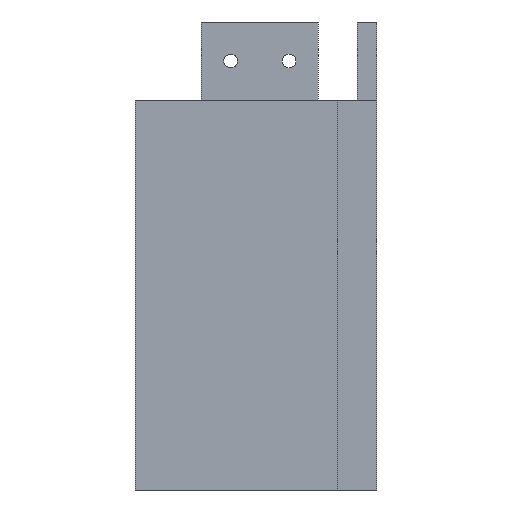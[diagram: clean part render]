
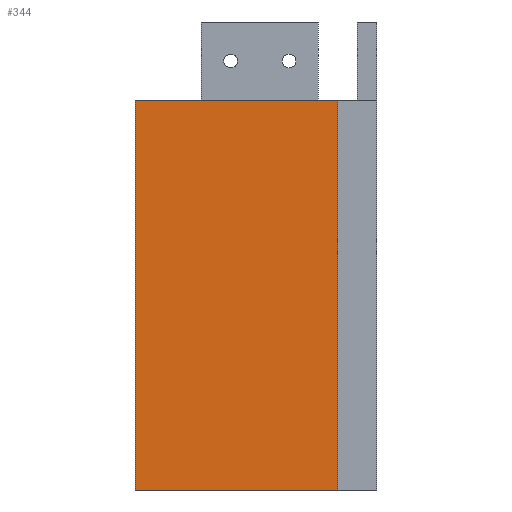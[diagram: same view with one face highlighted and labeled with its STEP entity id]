
A CAD part, left-side view. The second image highlights one B-rep face of the part: STEP entity #344.
In plain terms, the highlighted planar face has unit normal (-1, 0, 0).
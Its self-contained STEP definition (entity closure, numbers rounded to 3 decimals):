
#96 = VERTEX_POINT('',#97);
#97 = CARTESIAN_POINT('',(52.,62.,0.));
#103 = EDGE_CURVE('',#96,#104,#106,.T.);
#104 = VERTEX_POINT('',#105);
#105 = CARTESIAN_POINT('',(52.,10.,0.));
#106 = LINE('',#107,#108);
#107 = CARTESIAN_POINT('',(52.,46.5,0.));
#108 = VECTOR('',#109,1.);
#109 = DIRECTION('',(0.,-1.,0.));
#224 = VERTEX_POINT('',#225);
#225 = CARTESIAN_POINT('',(52.,62.,100.));
#231 = EDGE_CURVE('',#224,#232,#234,.T.);
#232 = VERTEX_POINT('',#233);
#233 = CARTESIAN_POINT('',(52.,10.,100.));
#234 = LINE('',#235,#236);
#235 = CARTESIAN_POINT('',(52.,62.,100.));
#236 = VECTOR('',#237,1.);
#237 = DIRECTION('',(0.,-1.,0.));
#332 = EDGE_CURVE('',#232,#104,#333,.T.);
#333 = LINE('',#334,#335);
#334 = CARTESIAN_POINT('',(52.,10.,100.));
#335 = VECTOR('',#336,1.);
#336 = DIRECTION('',(-0.,-0.,-1.));
#344 = ADVANCED_FACE('',(#345),#356,.T.);
#345 = FACE_BOUND('',#346,.T.);
#346 = EDGE_LOOP('',(#347,#348,#354,#355));
#347 = ORIENTED_EDGE('',*,*,#231,.F.);
#348 = ORIENTED_EDGE('',*,*,#349,.T.);
#349 = EDGE_CURVE('',#224,#96,#350,.T.);
#350 = LINE('',#351,#352);
#351 = CARTESIAN_POINT('',(52.,62.,100.));
#352 = VECTOR('',#353,1.);
#353 = DIRECTION('',(-0.,-0.,-1.));
#354 = ORIENTED_EDGE('',*,*,#103,.T.);
#355 = ORIENTED_EDGE('',*,*,#332,.F.);
#356 = PLANE('',#357);
#357 = AXIS2_PLACEMENT_3D('',#358,#359,#360);
#358 = CARTESIAN_POINT('',(52.,62.,100.));
#359 = DIRECTION('',(-1.,0.,0.));
#360 = DIRECTION('',(0.,-1.,0.));
